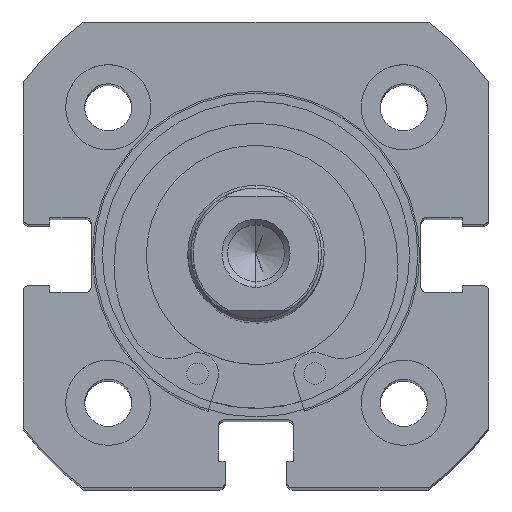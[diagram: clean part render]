
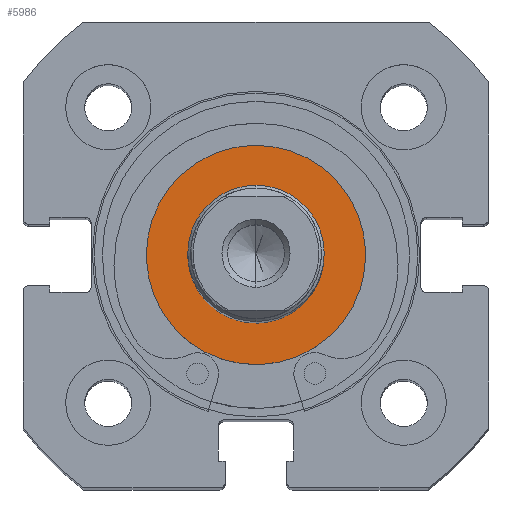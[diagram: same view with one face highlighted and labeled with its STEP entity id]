
A CAD part, top view. The second image highlights one B-rep face of the part: STEP entity #5986.
In plain terms, the highlighted face is planar.
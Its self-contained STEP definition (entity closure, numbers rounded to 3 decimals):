
#1225 = AXIS2_PLACEMENT_3D ( 'NONE', #2756, #2763, #2764 ) ;
#1238 = AXIS2_PLACEMENT_3D ( 'NONE', #2844, #2846, #2847 ) ;
#1242 = AXIS2_PLACEMENT_3D ( 'NONE', #2839, #2840, #2841 ) ;
#1250 = AXIS2_PLACEMENT_3D ( 'NONE', #2863, #2876, #2877 ) ;
#1439 = AXIS2_PLACEMENT_3D ( 'NONE', #3856, #3858, #3859 ) ;
#1836 = CIRCLE ( 'NONE', #1225, 6. ) ;
#1879 = CIRCLE ( 'NONE', #1242, 9.65 ) ;
#1882 = CIRCLE ( 'NONE', #1238, 9.65 ) ;
#1896 = CIRCLE ( 'NONE', #1250, 6. ) ;
#2285 = FACE_BOUND ( 'NONE', #5024, .T. ) ;
#2296 = FACE_OUTER_BOUND ( 'NONE', #5021, .T. ) ;
#2756 = CARTESIAN_POINT ( 'NONE',  ( 0., 0., 0. ) ) ;
#2763 = DIRECTION ( 'NONE',  ( -1., 0., 0. ) ) ;
#2764 = DIRECTION ( 'NONE',  ( 0., 0., 1. ) ) ;
#2839 = CARTESIAN_POINT ( 'NONE',  ( 0., 0., 0. ) ) ;
#2840 = DIRECTION ( 'NONE',  ( -1., 0., 0. ) ) ;
#2841 = DIRECTION ( 'NONE',  ( 0., 0., 1. ) ) ;
#2844 = CARTESIAN_POINT ( 'NONE',  ( 0., 0., 0. ) ) ;
#2846 = DIRECTION ( 'NONE',  ( -1., 0., 0. ) ) ;
#2847 = DIRECTION ( 'NONE',  ( 0., 0., 1. ) ) ;
#2863 = CARTESIAN_POINT ( 'NONE',  ( 0., 0., 0. ) ) ;
#2876 = DIRECTION ( 'NONE',  ( -1., 0., 0. ) ) ;
#2877 = DIRECTION ( 'NONE',  ( 0., 0., 1. ) ) ;
#3081 = CARTESIAN_POINT ( 'NONE',  ( 0., 0., 9.65 ) ) ;
#3168 = CARTESIAN_POINT ( 'NONE',  ( 0., 0., -9.65 ) ) ;
#3193 = CARTESIAN_POINT ( 'NONE',  ( 0., 0., 6. ) ) ;
#3296 = CARTESIAN_POINT ( 'NONE',  ( 0., 0., -6. ) ) ;
#3856 = CARTESIAN_POINT ( 'NONE',  ( 0., 9.65, 0. ) ) ;
#3857 = PLANE ( 'NONE',  #1439 ) ;
#3858 = DIRECTION ( 'NONE',  ( 1., 0., 0. ) ) ;
#3859 = DIRECTION ( 'NONE',  ( 0., 0., -1. ) ) ;
#4428 = EDGE_CURVE ( 'NONE', #5697, #5411, #1836, .T. ) ;
#4458 = EDGE_CURVE ( 'NONE', #4931, #5208, #1879, .T. ) ;
#4460 = EDGE_CURVE ( 'NONE', #5208, #4931, #1882, .T. ) ;
#4472 = EDGE_CURVE ( 'NONE', #5411, #5697, #1896, .T. ) ;
#4788 = ORIENTED_EDGE ( 'NONE', *, *, #4460, .T. ) ;
#4789 = ORIENTED_EDGE ( 'NONE', *, *, #4458, .T. ) ;
#4790 = ORIENTED_EDGE ( 'NONE', *, *, #4428, .F. ) ;
#4791 = ORIENTED_EDGE ( 'NONE', *, *, #4472, .F. ) ;
#4931 = VERTEX_POINT ( 'NONE', #3081 ) ;
#5021 = EDGE_LOOP ( 'NONE', ( #4789, #4788 ) ) ;
#5024 = EDGE_LOOP ( 'NONE', ( #4791, #4790 ) ) ;
#5208 = VERTEX_POINT ( 'NONE', #3168 ) ;
#5411 = VERTEX_POINT ( 'NONE', #3193 ) ;
#5697 = VERTEX_POINT ( 'NONE', #3296 ) ;
#5986 = ADVANCED_FACE ( 'NONE', ( #2285, #2296 ), #3857, .F. ) ;
